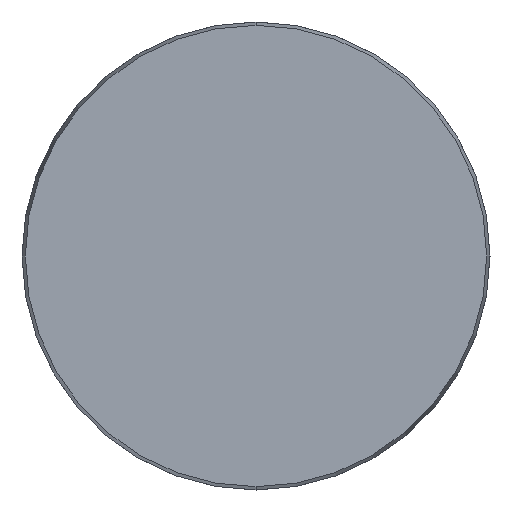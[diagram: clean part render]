
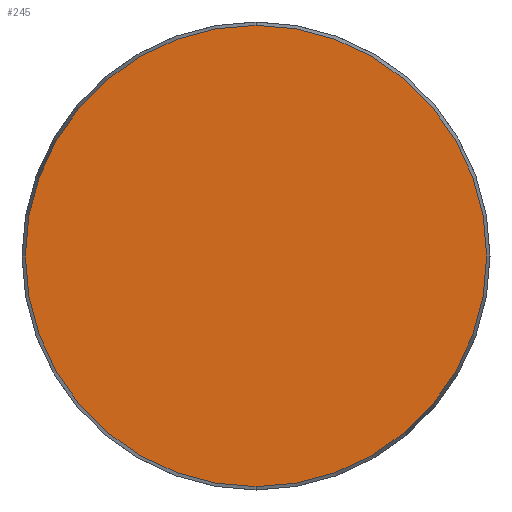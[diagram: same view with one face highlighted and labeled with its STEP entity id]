
A CAD part, front view. The second image highlights one B-rep face of the part: STEP entity #245.
In plain terms, the highlighted planar face has unit normal (0, -1, 0).
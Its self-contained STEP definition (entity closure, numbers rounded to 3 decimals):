
#18 = EDGE_LOOP ( 'NONE', ( #571, #174 ) ) ;
#64 = FACE_OUTER_BOUND ( 'NONE', #18, .T. ) ;
#99 = DIRECTION ( 'NONE',  ( 0., -1., 0. ) ) ;
#134 = EDGE_CURVE ( 'NONE', #563, #822, #532, .T. ) ;
#139 = AXIS2_PLACEMENT_3D ( 'NONE', #309, #509, #700 ) ;
#161 = EDGE_CURVE ( 'NONE', #822, #563, #726, .T. ) ;
#165 = DIRECTION ( 'NONE',  ( 0., 0., -1. ) ) ;
#174 = ORIENTED_EDGE ( 'NONE', *, *, #134, .T. ) ;
#238 = AXIS2_PLACEMENT_3D ( 'NONE', #428, #99, #165 ) ;
#240 = DIRECTION ( 'NONE',  ( 0., 0., -1. ) ) ;
#245 = ADVANCED_FACE ( 'NONE', ( #64 ), #778, .F. ) ;
#291 = CARTESIAN_POINT ( 'NONE',  ( 0., 0., 0. ) ) ;
#309 = CARTESIAN_POINT ( 'NONE',  ( -59.143, 0., 0. ) ) ;
#398 = AXIS2_PLACEMENT_3D ( 'NONE', #291, #821, #240 ) ;
#421 = CARTESIAN_POINT ( 'NONE',  ( 0., 0., -59.143 ) ) ;
#428 = CARTESIAN_POINT ( 'NONE',  ( 0., 0., 0. ) ) ;
#509 = DIRECTION ( 'NONE',  ( 0., 1., 0. ) ) ;
#532 = CIRCLE ( 'NONE', #238, 59.143 ) ;
#555 = CARTESIAN_POINT ( 'NONE',  ( 0., 0., 59.143 ) ) ;
#563 = VERTEX_POINT ( 'NONE', #421 ) ;
#571 = ORIENTED_EDGE ( 'NONE', *, *, #161, .T. ) ;
#700 = DIRECTION ( 'NONE',  ( 0., 0., 1. ) ) ;
#726 = CIRCLE ( 'NONE', #398, 59.143 ) ;
#778 = PLANE ( 'NONE',  #139 ) ;
#821 = DIRECTION ( 'NONE',  ( 0., -1., 0. ) ) ;
#822 = VERTEX_POINT ( 'NONE', #555 ) ;
